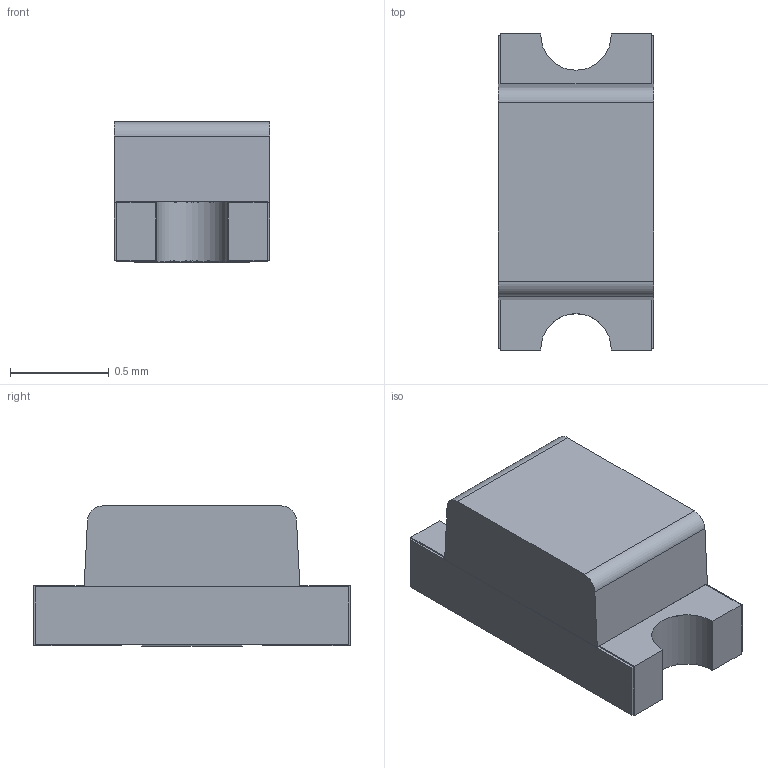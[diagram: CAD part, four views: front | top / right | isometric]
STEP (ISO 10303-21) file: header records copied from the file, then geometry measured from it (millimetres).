
FILE_DESCRIPTION(/* description */ (''),/* implementation_level */ '2;1');
FILE_NAME(/* name */ 'LED 0603 Yellow v2.step',/* time_stamp */ '2018-10-09T23:14:16-07:00',/* author */ ('matt.berggren'),/* organization */ (''),/* preprocessor_version */ 'ST-DEVELOPER v17.2',/* originating_system */ 'Autodesk Translation Framework v7.6.0.251',/* authorisation */ '');
FILE_SCHEMA (('AUTOMOTIVE_DESIGN { 1 0 10303 214 3 1 1 }'));
Length unit declared in the file: millimetre
Products named in the file (1): LED 0603 Yellow
Bounding box: 0.79 x 1.6 x 0.71 mm (x, y, z)
Volume: 0.7 mm3; surface area: 10.2 mm2
Topology: 5 solids, 5 shells, 63 faces, 159 edges, 106 vertices
Faces by surface type: plane 55, cylinder 4, bspline 4
Entity records: 1978 total; most frequent: CARTESIAN_POINT 397, ORIENTED_EDGE 318, DIRECTION 295, EDGE_CURVE 159, LINE 143, VECTOR 143, VERTEX_POINT 106, AXIS2_PLACEMENT_3D 76
